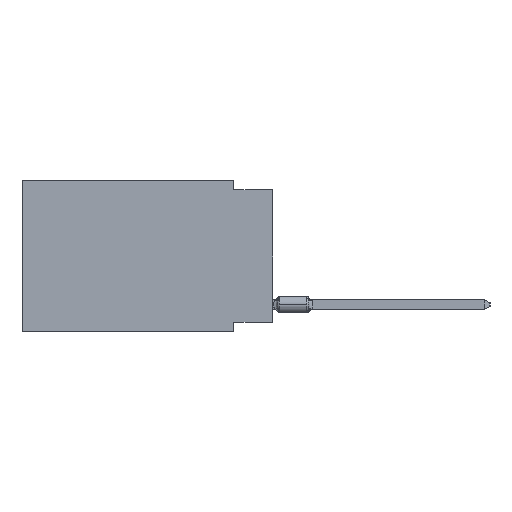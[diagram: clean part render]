
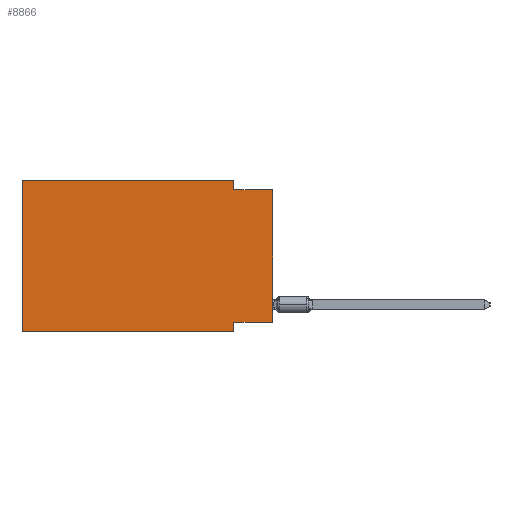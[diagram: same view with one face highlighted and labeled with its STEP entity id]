
A CAD part, left-side view. The second image highlights one B-rep face of the part: STEP entity #8866.
In plain terms, the highlighted planar face has unit normal (-1, 0, 0).
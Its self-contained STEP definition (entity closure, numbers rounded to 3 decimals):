
#1333 = CARTESIAN_POINT ( 'NONE',  ( 0., 16.383, 0. ) ) ;
#1575 = PLANE ( 'NONE',  #74378 ) ;
#2247 = CARTESIAN_POINT ( 'NONE',  ( 0., 2.54, -0.635 ) ) ;
#3287 = VECTOR ( 'NONE', #6090, 1000. ) ;
#3363 = VECTOR ( 'NONE', #12079, 1000. ) ;
#3624 = LINE ( 'NONE', #1333, #58992 ) ;
#3907 = VECTOR ( 'NONE', #64507, 1000. ) ;
#5356 = ORIENTED_EDGE ( 'NONE', *, *, #26205, .F. ) ;
#5367 = LINE ( 'NONE', #10628, #61237 ) ;
#6019 = LINE ( 'NONE', #30664, #3363 ) ;
#6090 = DIRECTION ( 'NONE',  ( 0., 0., -1. ) ) ;
#8599 = ORIENTED_EDGE ( 'NONE', *, *, #27591, .F. ) ;
#8866 = ADVANCED_FACE ( 'NONE', ( #73928 ), #1575, .F. ) ;
#9688 = DIRECTION ( 'NONE',  ( 0., -1., 0. ) ) ;
#10628 = CARTESIAN_POINT ( 'NONE',  ( 0., 0., -9.271 ) ) ;
#10719 = VECTOR ( 'NONE', #74949, 1000. ) ;
#12079 = DIRECTION ( 'NONE',  ( 0., 0., -1. ) ) ;
#12492 = DIRECTION ( 'NONE',  ( 1., 0., 0. ) ) ;
#15735 = CARTESIAN_POINT ( 'NONE',  ( 0., 0., -9.271 ) ) ;
#16822 = CARTESIAN_POINT ( 'NONE',  ( 0., 16.383, 0. ) ) ;
#19175 = EDGE_CURVE ( 'NONE', #49174, #20706, #5367, .T. ) ;
#19253 = DIRECTION ( 'NONE',  ( 0., 0., 1. ) ) ;
#20706 = VERTEX_POINT ( 'NONE', #73548 ) ;
#22216 = VERTEX_POINT ( 'NONE', #41299 ) ;
#22472 = EDGE_CURVE ( 'NONE', #20706, #22216, #6019, .T. ) ;
#23100 = CARTESIAN_POINT ( 'NONE',  ( 0., 0., -0.635 ) ) ;
#25468 = CARTESIAN_POINT ( 'NONE',  ( 0., 2.54, 0. ) ) ;
#26047 = LINE ( 'NONE', #38177, #10719 ) ;
#26100 = VERTEX_POINT ( 'NONE', #78071 ) ;
#26205 = EDGE_CURVE ( 'NONE', #60525, #32050, #68315, .T. ) ;
#26936 = CARTESIAN_POINT ( 'NONE',  ( 0., 2.54, 0. ) ) ;
#27591 = EDGE_CURVE ( 'NONE', #26100, #60525, #3624, .T. ) ;
#30002 = DIRECTION ( 'NONE',  ( 0., 1., 0. ) ) ;
#30370 = ORIENTED_EDGE ( 'NONE', *, *, #56142, .F. ) ;
#30664 = CARTESIAN_POINT ( 'NONE',  ( 0., 2.54, -9.906 ) ) ;
#32050 = VERTEX_POINT ( 'NONE', #2247 ) ;
#32587 = LINE ( 'NONE', #49959, #54473 ) ;
#36985 = ORIENTED_EDGE ( 'NONE', *, *, #64604, .T. ) ;
#38177 = CARTESIAN_POINT ( 'NONE',  ( 0., 0., -0.635 ) ) ;
#41299 = CARTESIAN_POINT ( 'NONE',  ( 0., 2.54, -9.906 ) ) ;
#41930 = ORIENTED_EDGE ( 'NONE', *, *, #19175, .F. ) ;
#42454 = ORIENTED_EDGE ( 'NONE', *, *, #70118, .T. ) ;
#47131 = LINE ( 'NONE', #16822, #3907 ) ;
#47404 = VERTEX_POINT ( 'NONE', #23100 ) ;
#49174 = VERTEX_POINT ( 'NONE', #15735 ) ;
#49959 = CARTESIAN_POINT ( 'NONE',  ( 0., 0., 0. ) ) ;
#50048 = DIRECTION ( 'NONE',  ( 0., 0., -1. ) ) ;
#50900 = CARTESIAN_POINT ( 'NONE',  ( 0., 16.383, -9.906 ) ) ;
#51772 = ORIENTED_EDGE ( 'NONE', *, *, #59158, .F. ) ;
#54473 = VECTOR ( 'NONE', #19253, 1000. ) ;
#56142 = EDGE_CURVE ( 'NONE', #60639, #26100, #47131, .T. ) ;
#56979 = LINE ( 'NONE', #50900, #66538 ) ;
#57769 = DIRECTION ( 'NONE',  ( 0., -1., 0. ) ) ;
#58992 = VECTOR ( 'NONE', #9688, 1000. ) ;
#59158 = EDGE_CURVE ( 'NONE', #32050, #47404, #26047, .T. ) ;
#60525 = VERTEX_POINT ( 'NONE', #26936 ) ;
#60639 = VERTEX_POINT ( 'NONE', #77046 ) ;
#61237 = VECTOR ( 'NONE', #30002, 1000. ) ;
#61782 = CARTESIAN_POINT ( 'NONE',  ( 0., 16.383, 0. ) ) ;
#64507 = DIRECTION ( 'NONE',  ( 0., 0., 1. ) ) ;
#64604 = EDGE_CURVE ( 'NONE', #49174, #47404, #32587, .T. ) ;
#66538 = VECTOR ( 'NONE', #57769, 1000. ) ;
#68315 = LINE ( 'NONE', #25468, #3287 ) ;
#70118 = EDGE_CURVE ( 'NONE', #60639, #22216, #56979, .T. ) ;
#73548 = CARTESIAN_POINT ( 'NONE',  ( 0., 2.54, -9.271 ) ) ;
#73928 = FACE_OUTER_BOUND ( 'NONE', #78196, .T. ) ;
#74378 = AXIS2_PLACEMENT_3D ( 'NONE', #61782, #12492, #50048 ) ;
#74949 = DIRECTION ( 'NONE',  ( 0., -1., 0. ) ) ;
#75322 = ORIENTED_EDGE ( 'NONE', *, *, #22472, .F. ) ;
#77046 = CARTESIAN_POINT ( 'NONE',  ( 0., 16.383, -9.906 ) ) ;
#78071 = CARTESIAN_POINT ( 'NONE',  ( 0., 16.383, 0. ) ) ;
#78196 = EDGE_LOOP ( 'NONE', ( #36985, #51772, #5356, #8599, #30370, #42454, #75322, #41930 ) ) ;
